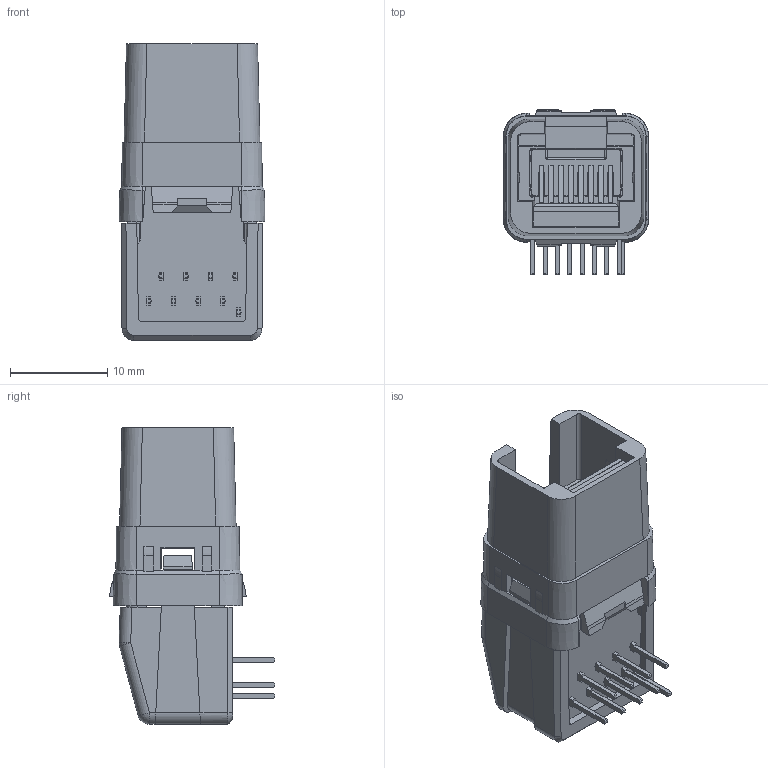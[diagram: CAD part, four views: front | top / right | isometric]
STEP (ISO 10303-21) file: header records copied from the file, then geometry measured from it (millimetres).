
FILE_DESCRIPTION((''),'2;1');
FILE_NAME('SIMMD0145ESS','2020-06-09T',('presta_be4'),(''),'CREO PARAMETRIC BY PTC INC, 2018360','CREO PARAMETRIC BY PTC INC, 2018360','');
FILE_SCHEMA(('CONFIG_CONTROL_DESIGN'));
Length unit declared in the file: millimetre
Products named in the file (1): SIMMD0145ESS
Bounding box: 15 x 17.02 x 30.54 mm (x, y, z)
Volume: 2100.6 mm3; surface area: 4418.9 mm2
Topology: 1 solids, 1 shells, 755 faces, 2188 edges, 1418 vertices
Faces by surface type: plane 545, cylinder 130, cone 48, bspline 20, sphere 12
Entity records: 26625 total; most frequent: CARTESIAN_POINT 6787, ORIENTED_EDGE 4376, DIRECTION 3756, EDGE_CURVE 2188, VECTOR 1744, LINE 1744, VERTEX_POINT 1418, AXIS2_PLACEMENT_3D 1006
